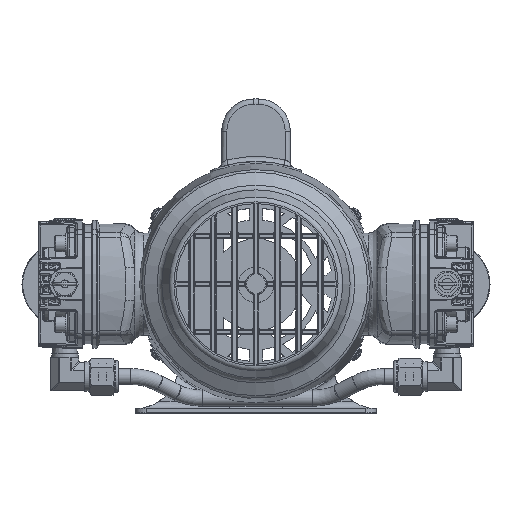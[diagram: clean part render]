
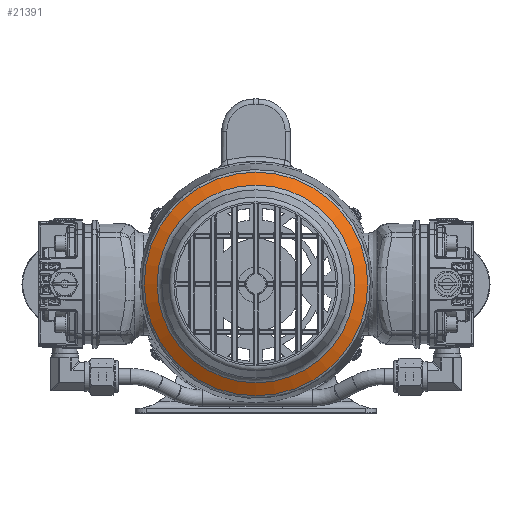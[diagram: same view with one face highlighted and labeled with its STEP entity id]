
A CAD part, top view. The second image highlights one B-rep face of the part: STEP entity #21391.
In plain terms, the highlighted conical face has half-angle 60 degrees and reference radius 66.312 mm.
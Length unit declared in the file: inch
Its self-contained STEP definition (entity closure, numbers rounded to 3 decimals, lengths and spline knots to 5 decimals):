
#3320 = CARTESIAN_POINT ( 'NONE',  ( 0., 0.6755, -2.3081 ) ) ;
#8089 = ORIENTED_EDGE ( 'NONE', *, *, #159983, .T. ) ;
#14606 = DIRECTION ( 'NONE',  ( 0., 0., -1. ) ) ;
#20674 = EDGE_LOOP ( 'NONE', ( #8089 ) ) ;
#20693 = FACE_BOUND ( 'NONE', #159348, .T. ) ;
#21391 = ADVANCED_FACE ( 'NONE', ( #20693, #130814 ), #70609, .T. ) ;
#23498 = VERTEX_POINT ( 'NONE', #29517 ) ;
#29517 = CARTESIAN_POINT ( 'NONE',  ( 0., 0.8502, -2.6107 ) ) ;
#29794 = CIRCLE ( 'NONE', #110474, 2.3081 ) ;
#30850 = CIRCLE ( 'NONE', #74040, 2.6107 ) ;
#67299 = EDGE_CURVE ( 'NONE', #75472, #75472, #29794, .T. ) ;
#70609 = CONICAL_SURFACE ( 'NONE', #99426, 2.6107, 1.047 ) ;
#73977 = CARTESIAN_POINT ( 'NONE',  ( 0., 0.8502, 0. ) ) ;
#74040 = AXIS2_PLACEMENT_3D ( 'NONE', #131339, #111149, #14606 ) ;
#74865 = DIRECTION ( 'NONE',  ( 0., 1., 0. ) ) ;
#75472 = VERTEX_POINT ( 'NONE', #3320 ) ;
#99426 = AXIS2_PLACEMENT_3D ( 'NONE', #73977, #74865, #129921 ) ;
#110474 = AXIS2_PLACEMENT_3D ( 'NONE', #158805, #162393, #147067 ) ;
#111149 = DIRECTION ( 'NONE',  ( 0., -1., 0. ) ) ;
#129921 = DIRECTION ( 'NONE',  ( 0., 0., 1. ) ) ;
#130814 = FACE_OUTER_BOUND ( 'NONE', #20674, .T. ) ;
#131339 = CARTESIAN_POINT ( 'NONE',  ( 0., 0.8502, 0. ) ) ;
#147067 = DIRECTION ( 'NONE',  ( 0., 0., -1. ) ) ;
#158805 = CARTESIAN_POINT ( 'NONE',  ( 0., 0.6755, 0. ) ) ;
#159348 = EDGE_LOOP ( 'NONE', ( #163110 ) ) ;
#159983 = EDGE_CURVE ( 'NONE', #23498, #23498, #30850, .T. ) ;
#162393 = DIRECTION ( 'NONE',  ( 0., -1., 0. ) ) ;
#163110 = ORIENTED_EDGE ( 'NONE', *, *, #67299, .F. ) ;
